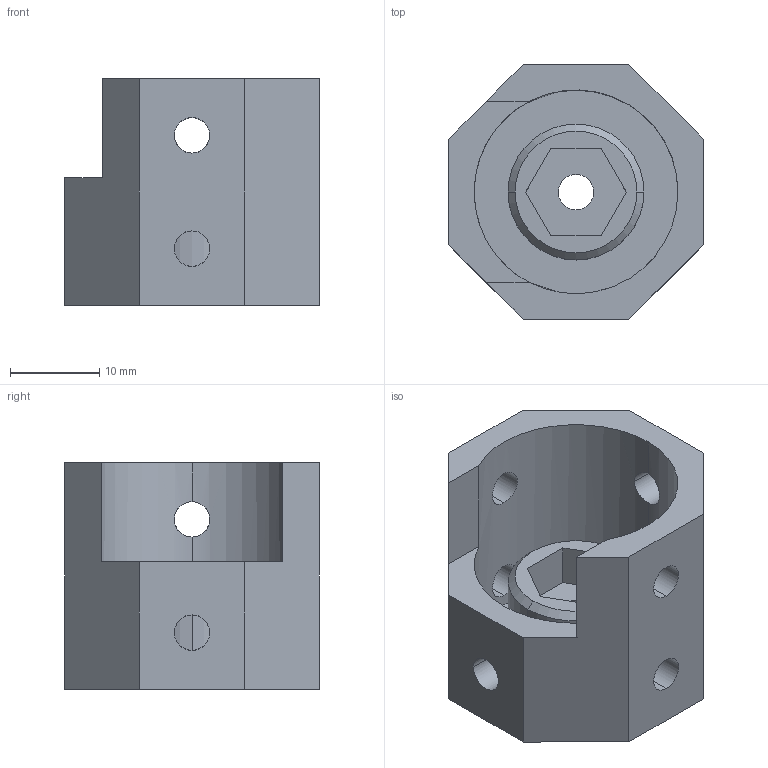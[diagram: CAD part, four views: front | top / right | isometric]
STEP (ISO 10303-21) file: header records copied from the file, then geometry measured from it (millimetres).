
FILE_DESCRIPTION (( 'STEP AP214' ), '1' );
FILE_NAME ('End Plug.STEP', '2018-12-02T00:50:50', ( '' ), ( '' ), 'SwSTEP 2.0', 'SolidWorks 2018', '' );
FILE_SCHEMA (( 'AUTOMOTIVE_DESIGN' ));
Length unit declared in the file: inch
Products named in the file (1): End Plug
Bounding box: 28.57 x 28.57 x 25.4 mm (x, y, z)
Volume: 8164.4 mm3; surface area: 5685.1 mm2
Topology: 1 solids, 1 shells, 44 faces, 127 edges, 84 vertices
Faces by surface type: plane 22, cylinder 20, cone 2
Entity records: 1869 total; most frequent: CARTESIAN_POINT 648, ORIENTED_EDGE 254, DIRECTION 227, EDGE_CURVE 127, VERTEX_POINT 84, LINE 77, VECTOR 77, AXIS2_PLACEMENT_3D 75
